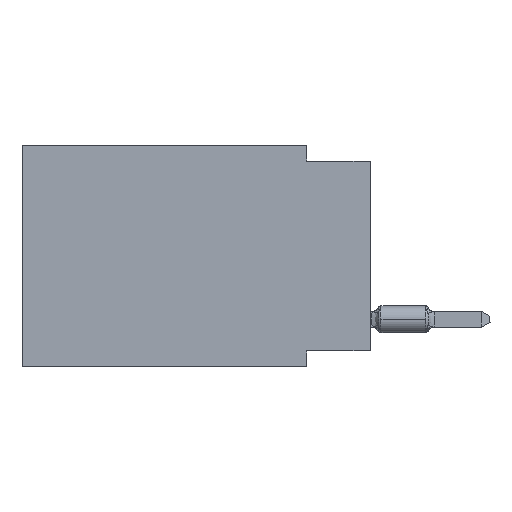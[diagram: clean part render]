
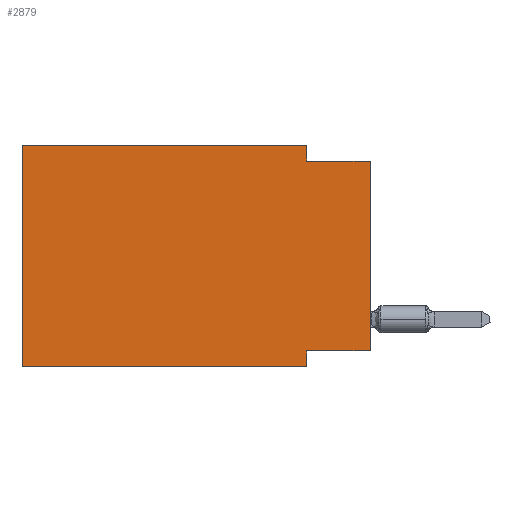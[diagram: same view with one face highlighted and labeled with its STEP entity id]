
A CAD part, left-side view. The second image highlights one B-rep face of the part: STEP entity #2879.
In plain terms, the highlighted planar face has unit normal (-1, 0, 0).
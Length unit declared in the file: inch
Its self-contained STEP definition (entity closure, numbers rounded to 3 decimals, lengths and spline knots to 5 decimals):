
#438 = VERTEX_POINT ( 'NONE', #29647 ) ;
#473 = EDGE_CURVE ( 'NONE', #851, #438, #11429, .T. ) ;
#851 = VERTEX_POINT ( 'NONE', #32017 ) ;
#943 = AXIS2_PLACEMENT_3D ( 'NONE', #3356, #13706, #20047 ) ;
#2879 = ADVANCED_FACE ( 'NONE', ( #21823 ), #20490, .F. ) ;
#2918 = CARTESIAN_POINT ( 'NONE',  ( 0., 0., -0.025 ) ) ;
#3046 = EDGE_CURVE ( 'NONE', #38098, #4978, #6747, .T. ) ;
#3356 = CARTESIAN_POINT ( 'NONE',  ( 0., 0.55, 0. ) ) ;
#4978 = VERTEX_POINT ( 'NONE', #22495 ) ;
#4998 = CARTESIAN_POINT ( 'NONE',  ( 0., 0.55, 0. ) ) ;
#5116 = CARTESIAN_POINT ( 'NONE',  ( 0., 0.55, 0. ) ) ;
#5623 = ORIENTED_EDGE ( 'NONE', *, *, #32741, .T. ) ;
#6288 = DIRECTION ( 'NONE',  ( 0., -1., 0. ) ) ;
#6747 = LINE ( 'NONE', #17882, #14055 ) ;
#6880 = DIRECTION ( 'NONE',  ( 0., 0., -1. ) ) ;
#7606 = VECTOR ( 'NONE', #38387, 39.37008 ) ;
#9739 = CARTESIAN_POINT ( 'NONE',  ( 0., 0.1, 0. ) ) ;
#10192 = ORIENTED_EDGE ( 'NONE', *, *, #25356, .F. ) ;
#10211 = CARTESIAN_POINT ( 'NONE',  ( 0., 0.1, -0.35 ) ) ;
#10377 = VERTEX_POINT ( 'NONE', #18682 ) ;
#10584 = ORIENTED_EDGE ( 'NONE', *, *, #16328, .F. ) ;
#10859 = CARTESIAN_POINT ( 'NONE',  ( 0., 0., -0.325 ) ) ;
#11391 = VECTOR ( 'NONE', #40934, 39.37008 ) ;
#11429 = LINE ( 'NONE', #10211, #33280 ) ;
#12420 = ORIENTED_EDGE ( 'NONE', *, *, #28064, .F. ) ;
#13565 = CARTESIAN_POINT ( 'NONE',  ( 0., 0., 0. ) ) ;
#13706 = DIRECTION ( 'NONE',  ( 1., 0., 0. ) ) ;
#13787 = EDGE_CURVE ( 'NONE', #39365, #10377, #17067, .T. ) ;
#13950 = ORIENTED_EDGE ( 'NONE', *, *, #3046, .F. ) ;
#13966 = DIRECTION ( 'NONE',  ( 0., 1., 0. ) ) ;
#14055 = VECTOR ( 'NONE', #37242, 39.37008 ) ;
#15776 = VECTOR ( 'NONE', #13966, 39.37008 ) ;
#16328 = EDGE_CURVE ( 'NONE', #39365, #851, #18881, .T. ) ;
#17067 = LINE ( 'NONE', #13565, #30060 ) ;
#17882 = CARTESIAN_POINT ( 'NONE',  ( 0., 0.1, 0. ) ) ;
#18682 = CARTESIAN_POINT ( 'NONE',  ( 0., 0., -0.025 ) ) ;
#18881 = LINE ( 'NONE', #33841, #15776 ) ;
#18892 = DIRECTION ( 'NONE',  ( 0., -1., 0. ) ) ;
#20047 = DIRECTION ( 'NONE',  ( 0., 0., -1. ) ) ;
#20490 = PLANE ( 'NONE',  #943 ) ;
#20836 = LINE ( 'NONE', #28661, #38010 ) ;
#21203 = CARTESIAN_POINT ( 'NONE',  ( 0., 0.55, -0.35 ) ) ;
#21823 = FACE_OUTER_BOUND ( 'NONE', #36046, .T. ) ;
#22495 = CARTESIAN_POINT ( 'NONE',  ( 0., 0.1, -0.025 ) ) ;
#23188 = LINE ( 'NONE', #31800, #7606 ) ;
#25356 = EDGE_CURVE ( 'NONE', #40716, #27774, #43162, .T. ) ;
#26927 = ORIENTED_EDGE ( 'NONE', *, *, #40850, .F. ) ;
#27774 = VERTEX_POINT ( 'NONE', #5116 ) ;
#28064 = EDGE_CURVE ( 'NONE', #4978, #10377, #37693, .T. ) ;
#28349 = ORIENTED_EDGE ( 'NONE', *, *, #13787, .T. ) ;
#28661 = CARTESIAN_POINT ( 'NONE',  ( 0., 0.55, -0.35 ) ) ;
#29647 = CARTESIAN_POINT ( 'NONE',  ( 0., 0.1, -0.35 ) ) ;
#30060 = VECTOR ( 'NONE', #33459, 39.37008 ) ;
#31162 = ORIENTED_EDGE ( 'NONE', *, *, #473, .F. ) ;
#31800 = CARTESIAN_POINT ( 'NONE',  ( 0., 0.55, 0. ) ) ;
#32017 = CARTESIAN_POINT ( 'NONE',  ( 0., 0.1, -0.325 ) ) ;
#32741 = EDGE_CURVE ( 'NONE', #40716, #438, #20836, .T. ) ;
#33280 = VECTOR ( 'NONE', #6880, 39.37008 ) ;
#33459 = DIRECTION ( 'NONE',  ( 0., 0., 1. ) ) ;
#33841 = CARTESIAN_POINT ( 'NONE',  ( 0., 0., -0.325 ) ) ;
#36046 = EDGE_LOOP ( 'NONE', ( #28349, #12420, #13950, #26927, #10192, #5623, #31162, #10584 ) ) ;
#36635 = VECTOR ( 'NONE', #6288, 39.37008 ) ;
#37242 = DIRECTION ( 'NONE',  ( 0., 0., -1. ) ) ;
#37693 = LINE ( 'NONE', #2918, #36635 ) ;
#38010 = VECTOR ( 'NONE', #18892, 39.37008 ) ;
#38098 = VERTEX_POINT ( 'NONE', #9739 ) ;
#38387 = DIRECTION ( 'NONE',  ( 0., -1., 0. ) ) ;
#39365 = VERTEX_POINT ( 'NONE', #10859 ) ;
#40716 = VERTEX_POINT ( 'NONE', #21203 ) ;
#40850 = EDGE_CURVE ( 'NONE', #27774, #38098, #23188, .T. ) ;
#40934 = DIRECTION ( 'NONE',  ( 0., 0., 1. ) ) ;
#43162 = LINE ( 'NONE', #4998, #11391 ) ;
